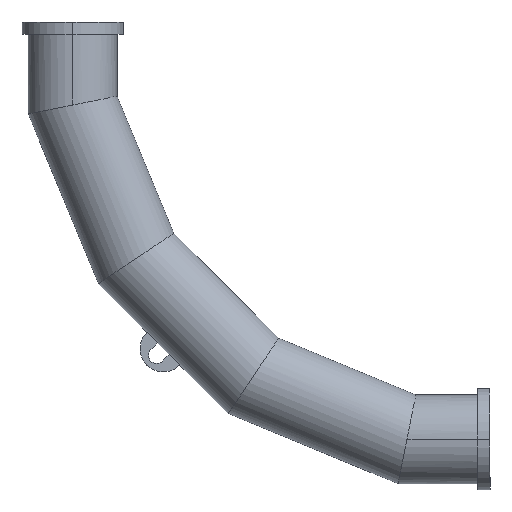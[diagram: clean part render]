
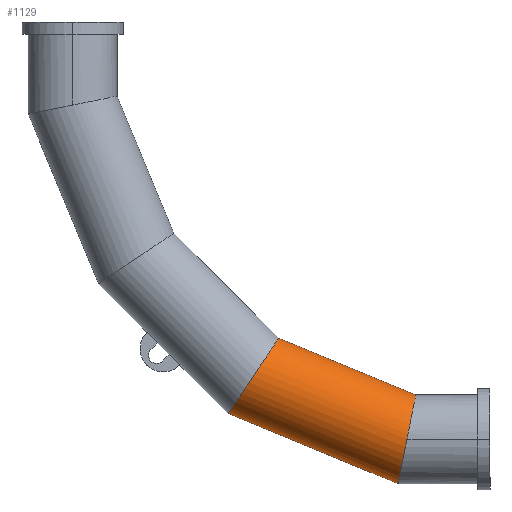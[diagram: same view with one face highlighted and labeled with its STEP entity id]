
A CAD part, left-side view. The second image highlights one B-rep face of the part: STEP entity #1129.
In plain terms, the highlighted cylindrical face has radius 109.55 mm (diameter 219.1 mm), a partial arc.
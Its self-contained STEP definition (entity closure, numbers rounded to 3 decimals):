
#138 = CARTESIAN_POINT ( 'NONE',  ( 0., -508.542, -780.343 ) ) ;
#159 = LINE ( 'NONE', #1164, #1110 ) ;
#189 = LINE ( 'NONE', #299, #928 ) ;
#227 = DIRECTION ( 'NONE',  ( 0., -0.924, -0.383 ) ) ;
#295 = CARTESIAN_POINT ( 'NONE',  ( 0., -384.432, -966.087 ) ) ;
#299 = CARTESIAN_POINT ( 'NONE',  ( 0., -404.564, -974.426 ) ) ;
#343 = DIRECTION ( 'NONE',  ( 0., -0.924, -0.383 ) ) ;
#431 = ORIENTED_EDGE ( 'NONE', *, *, #1528, .F. ) ;
#443 = VERTEX_POINT ( 'NONE', #917 ) ;
#446 = VERTEX_POINT ( 'NONE', #754 ) ;
#557 = EDGE_CURVE ( 'Defeatured_0_15+Defeatured_0_10+Defeatured_0_10+Defeatured_0_10', #723, #2341, #740, .T. ) ;
#651 = CARTESIAN_POINT ( 'NONE',  ( -219.1, -384.432, -966.087 ) ) ;
#723 = VERTEX_POINT ( 'NONE', #138 ) ;
#740 =( BOUNDED_CURVE ( )  B_SPLINE_CURVE ( 3, ( #834, #1405, #651, #1595 ),
 .UNSPECIFIED., .F., .F. ) 
 B_SPLINE_CURVE_WITH_KNOTS ( ( 4, 4 ),
 ( 0., 3.142 ),
 .UNSPECIFIED. ) 
 CURVE ( )  GEOMETRIC_REPRESENTATION_ITEM ( )  RATIONAL_B_SPLINE_CURVE ( ( 1., 0.333, 0.333, 1. ) ) 
 REPRESENTATION_ITEM ( '' )  );
#749 = EDGE_LOOP ( 'NONE', ( #1347, #875, #1954, #431, #1688 ) ) ;
#754 = CARTESIAN_POINT ( 'NONE',  ( -109.55, -825., -1030. ) ) ;
#834 = CARTESIAN_POINT ( 'NONE',  ( 0., -508.542, -780.343 ) ) ;
#875 = ORIENTED_EDGE ( 'NONE', *, *, #1488, .T. ) ;
#899 = CARTESIAN_POINT ( 'NONE',  ( 0., -803.209, -1139.55 ) ) ;
#917 = CARTESIAN_POINT ( 'NONE',  ( 0., -846.791, -920.45 ) ) ;
#928 = VECTOR ( 'NONE', #343, 1000. ) ;
#1024 =( BOUNDED_CURVE ( )  B_SPLINE_CURVE ( 3, ( #1840, #1284, #1117, #899 ),
 .UNSPECIFIED., .F., .T. ) 
 B_SPLINE_CURVE_WITH_KNOTS ( ( 4, 4 ),
 ( 4.712, 6.283 ),
 .UNSPECIFIED. ) 
 CURVE ( )  GEOMETRIC_REPRESENTATION_ITEM ( )  RATIONAL_B_SPLINE_CURVE ( ( 1., 0.805, 0.805, 1. ) ) 
 REPRESENTATION_ITEM ( '' )  );
#1110 = VECTOR ( 'NONE', #227, 1000. ) ;
#1117 = CARTESIAN_POINT ( 'NONE',  ( -64.173, -803.209, -1139.55 ) ) ;
#1129 = ADVANCED_FACE ( 'Defeatured_0_15', ( #2435 ), #2076, .T. ) ;
#1164 = CARTESIAN_POINT ( 'NONE',  ( 0., -488.41, -772.004 ) ) ;
#1238 = CARTESIAN_POINT ( 'NONE',  ( 0., -446.487, -873.215 ) ) ;
#1284 = CARTESIAN_POINT ( 'NONE',  ( -109.55, -812.235, -1094.173 ) ) ;
#1303 = CARTESIAN_POINT ( 'NONE',  ( -109.55, -825., -1030. ) ) ;
#1332 = EDGE_CURVE ( 'NONE', #723, #443, #159, .T. ) ;
#1347 = ORIENTED_EDGE ( 'NONE', *, *, #557, .T. ) ;
#1405 = CARTESIAN_POINT ( 'NONE',  ( -219.1, -508.542, -780.343 ) ) ;
#1456 =( BOUNDED_CURVE ( )  B_SPLINE_CURVE ( 3, ( #1803, #1972, #2383, #1303 ),
 .UNSPECIFIED., .F., .T. ) 
 B_SPLINE_CURVE_WITH_KNOTS ( ( 4, 4 ),
 ( 3.142, 4.712 ),
 .UNSPECIFIED. ) 
 CURVE ( )  GEOMETRIC_REPRESENTATION_ITEM ( )  RATIONAL_B_SPLINE_CURVE ( ( 1., 0.805, 0.805, 1. ) ) 
 REPRESENTATION_ITEM ( '' )  );
#1488 = EDGE_CURVE ( 'NONE', #2341, #1953, #189, .T. ) ;
#1528 = EDGE_CURVE ( 'Defeatured_0_16+Defeatured_0_15+Defeatured_0_15+Defeatured_0_15', #443, #446, #1456, .T. ) ;
#1595 = CARTESIAN_POINT ( 'NONE',  ( 0., -384.432, -966.087 ) ) ;
#1681 = DIRECTION ( 'NONE',  ( 0., -0.924, -0.383 ) ) ;
#1688 = ORIENTED_EDGE ( 'NONE', *, *, #1332, .F. ) ;
#1803 = CARTESIAN_POINT ( 'NONE',  ( 0., -846.791, -920.45 ) ) ;
#1840 = CARTESIAN_POINT ( 'NONE',  ( -109.55, -825., -1030. ) ) ;
#1953 = VERTEX_POINT ( 'NONE', #2390 ) ;
#1954 = ORIENTED_EDGE ( 'NONE', *, *, #2389, .F. ) ;
#1972 = CARTESIAN_POINT ( 'NONE',  ( -64.173, -846.791, -920.45 ) ) ;
#2076 = CYLINDRICAL_SURFACE ( 'NONE', #2093, 109.55 ) ;
#2093 = AXIS2_PLACEMENT_3D ( 'NONE', #1238, #1681, #2213 ) ;
#2213 = DIRECTION ( 'NONE',  ( 0., -0.383, 0.924 ) ) ;
#2341 = VERTEX_POINT ( 'NONE', #295 ) ;
#2383 = CARTESIAN_POINT ( 'NONE',  ( -109.55, -837.765, -965.827 ) ) ;
#2389 = EDGE_CURVE ( 'Defeatured_0_16+Defeatured_0_15+Defeatured_0_15+Defeatured_0_15', #446, #1953, #1024, .T. ) ;
#2390 = CARTESIAN_POINT ( 'NONE',  ( 0., -803.209, -1139.55 ) ) ;
#2435 = FACE_OUTER_BOUND ( 'NONE', #749, .T. ) ;
